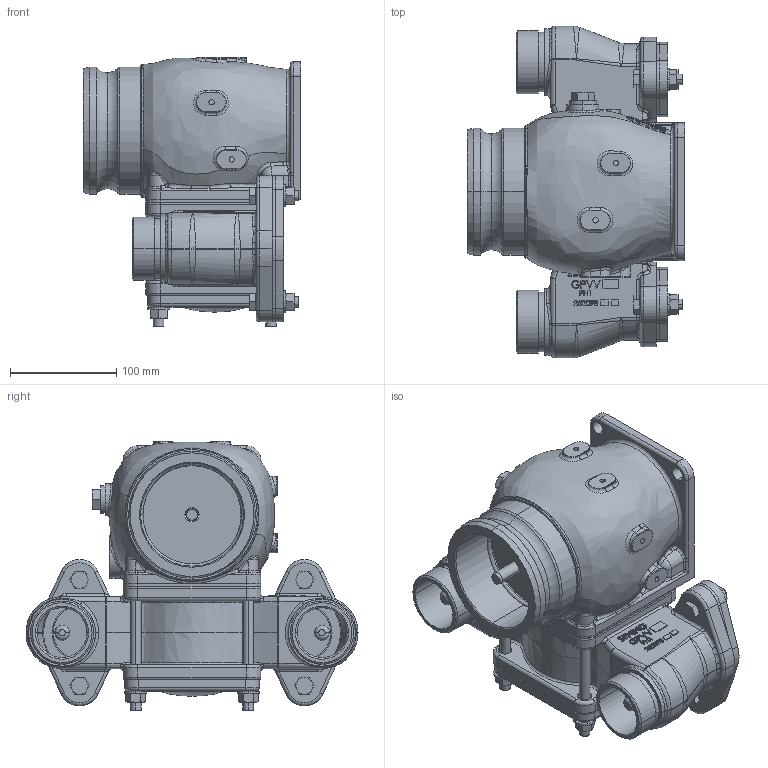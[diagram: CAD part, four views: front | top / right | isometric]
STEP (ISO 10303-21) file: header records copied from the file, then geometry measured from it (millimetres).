
FILE_DESCRIPTION (( 'STEP AP214' ), '1' );
FILE_NAME ('GPVZ3.STEP', '2013-12-30T08:03:16', ( 'Admin2' ), ( '' ), 'SwSTEP 2.0', 'SolidWorks 2010', '' );
FILE_SCHEMA (( 'AUTOMOTIVE_DESIGN' ));
Length unit declared in the file: millimetre
Products named in the file (1): GPVZ3
Bounding box: 205 x 312.97 x 254.5 mm (x, y, z)
Surface area: 453686.1 mm2 (no closed solid volume)
Topology: 0 solids, 63 shells, 1460 faces, 4444 edges, 2922 vertices
Faces by surface type: bspline 460, plane 443, cylinder 311, cone 118, torus 96, sphere 32
Entity records: 198397 total; most frequent: CARTESIAN_POINT 147474, ORIENTED_EDGE 7432, DIRECTION 5970, EDGE_CURVE 4405, VERTEX_POINT 2916, AXIS2_PLACEMENT_3D 2248, B_SPLINE_CURVE_WITH_KNOTS 1656, EDGE_LOOP 1637
